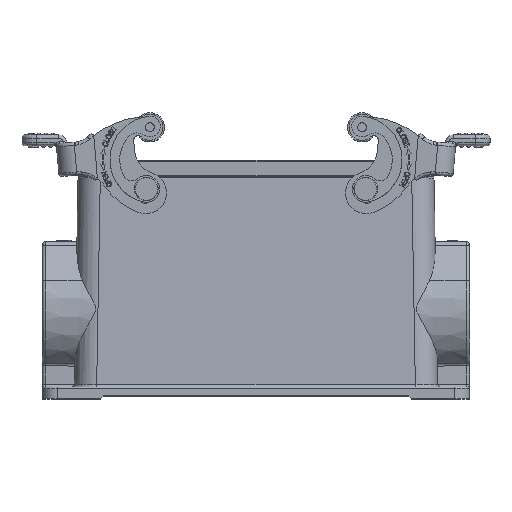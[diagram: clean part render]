
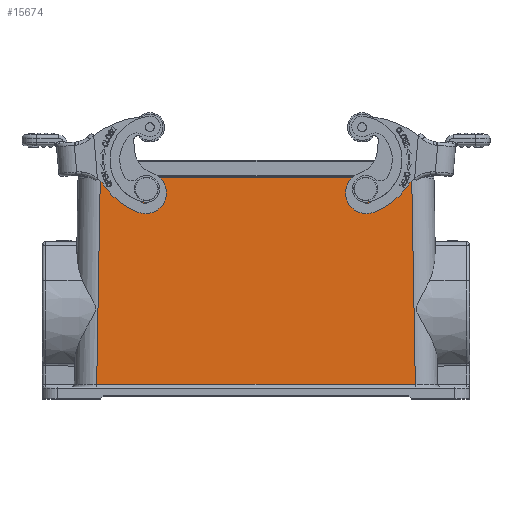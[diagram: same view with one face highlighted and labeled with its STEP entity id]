
A CAD part, top view. The second image highlights one B-rep face of the part: STEP entity #15674.
In plain terms, the highlighted planar face has unit normal (0, 0.018, 1).
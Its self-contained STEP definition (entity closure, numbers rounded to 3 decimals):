
#9218=FACE_BOUND('',#18837,.T.);
#9219=FACE_BOUND('',#18838,.T.);
#9220=FACE_BOUND('',#18839,.T.);
#10461=PLANE('',#37653);
#11995=LINE('',#55799,#13922);
#12050=LINE('',#56395,#13977);
#12271=LINE('',#59328,#14198);
#12272=LINE('',#59330,#14199);
#13922=VECTOR('',#42916,1.);
#13977=VECTOR('',#43275,1.);
#14198=VECTOR('',#44248,1.);
#14199=VECTOR('',#44251,1.);
#15674=ADVANCED_FACE('',(#9218,#9219,#9220),#10461,.T.);
#18837=EDGE_LOOP('',(#27288,#27289,#27290,#27291));
#18838=EDGE_LOOP('',(#27292,#27293,#27294,#27295));
#18839=EDGE_LOOP('',(#27296,#27297,#27298,#27299));
#19816=B_SPLINE_CURVE_WITH_KNOTS('',3,(#55282,#55283,#55284,#55285),
 .UNSPECIFIED.,.F.,.F.,(4,4),(0.,1.),.UNSPECIFIED.);
#19817=B_SPLINE_CURVE_WITH_KNOTS('',3,(#55287,#55288,#55289,#55290),
 .UNSPECIFIED.,.F.,.F.,(4,4),(0.,1.),.UNSPECIFIED.);
#19818=B_SPLINE_CURVE_WITH_KNOTS('',3,(#55292,#55293,#55294,#55295,#55296,
#55297),.UNSPECIFIED.,.F.,.F.,(4,2,4),(0.,0.5,1.),.UNSPECIFIED.);
#19819=B_SPLINE_CURVE_WITH_KNOTS('',3,(#55299,#55300,#55301,#55302,#55303,
#55304),.UNSPECIFIED.,.F.,.F.,(4,2,4),(0.,0.5,1.),.UNSPECIFIED.);
#19822=B_SPLINE_CURVE_WITH_KNOTS('',3,(#55674,#55675,#55676,#55677),
 .UNSPECIFIED.,.F.,.F.,(4,4),(0.,1.),.UNSPECIFIED.);
#19823=B_SPLINE_CURVE_WITH_KNOTS('',3,(#55679,#55680,#55681,#55682),
 .UNSPECIFIED.,.F.,.F.,(4,4),(0.,1.),.UNSPECIFIED.);
#19824=B_SPLINE_CURVE_WITH_KNOTS('',3,(#55684,#55685,#55686,#55687,#55688,
#55689),.UNSPECIFIED.,.F.,.F.,(4,2,4),(0.,0.5,1.),.UNSPECIFIED.);
#19825=B_SPLINE_CURVE_WITH_KNOTS('',3,(#55691,#55692,#55693,#55694,#55695,
#55696),.UNSPECIFIED.,.F.,.F.,(4,2,4),(0.,0.5,1.),.UNSPECIFIED.);
#27288=ORIENTED_EDGE('',*,*,#33988,.T.);
#27289=ORIENTED_EDGE('',*,*,#33987,.T.);
#27290=ORIENTED_EDGE('',*,*,#33990,.T.);
#27291=ORIENTED_EDGE('',*,*,#33989,.T.);
#27292=ORIENTED_EDGE('',*,*,#34170,.T.);
#27293=ORIENTED_EDGE('',*,*,#34169,.T.);
#27294=ORIENTED_EDGE('',*,*,#34172,.T.);
#27295=ORIENTED_EDGE('',*,*,#34171,.T.);
#27296=ORIENTED_EDGE('',*,*,#34376,.T.);
#27297=ORIENTED_EDGE('',*,*,#34941,.F.);
#27298=ORIENTED_EDGE('',*,*,#34192,.T.);
#27299=ORIENTED_EDGE('',*,*,#34940,.F.);
#30385=VERTEX_POINT('',#55276);
#30386=VERTEX_POINT('',#55281);
#30387=VERTEX_POINT('',#55286);
#30388=VERTEX_POINT('',#55298);
#30514=VERTEX_POINT('',#55668);
#30515=VERTEX_POINT('',#55673);
#30516=VERTEX_POINT('',#55678);
#30517=VERTEX_POINT('',#55690);
#30530=VERTEX_POINT('',#55774);
#30532=VERTEX_POINT('',#55798);
#30651=VERTEX_POINT('',#56316);
#30663=VERTEX_POINT('',#56383);
#33987=EDGE_CURVE('',#30387,#30386,#19816,.T.);
#33988=EDGE_CURVE('',#30385,#30387,#19817,.T.);
#33989=EDGE_CURVE('',#30388,#30385,#19818,.T.);
#33990=EDGE_CURVE('',#30386,#30388,#19819,.T.);
#34169=EDGE_CURVE('',#30516,#30515,#19822,.T.);
#34170=EDGE_CURVE('',#30514,#30516,#19823,.T.);
#34171=EDGE_CURVE('',#30517,#30514,#19824,.T.);
#34172=EDGE_CURVE('',#30515,#30517,#19825,.T.);
#34192=EDGE_CURVE('',#30530,#30532,#11995,.T.);
#34376=EDGE_CURVE('',#30663,#30651,#12050,.T.);
#34940=EDGE_CURVE('',#30663,#30532,#12271,.T.);
#34941=EDGE_CURVE('',#30530,#30651,#12272,.T.);
#37653=AXIS2_PLACEMENT_3D('',#59331,#44252,#44253);
#42916=DIRECTION('',(1.,0.,0.));
#43275=DIRECTION('',(-1.,0.,0.));
#44248=DIRECTION('',(0.017,-1.,0.017));
#44251=DIRECTION('',(0.017,1.,-0.017));
#44252=DIRECTION('',(0.,0.017,1.));
#44253=DIRECTION('',(0.,-1.,0.017));
#55276=CARTESIAN_POINT('',(107.689,71.002,-6.43));
#55281=CARTESIAN_POINT('',(112.318,70.597,-6.423));
#55282=CARTESIAN_POINT('',(110.199,73.075,-6.466));
#55283=CARTESIAN_POINT('',(111.414,72.97,-6.465));
#55284=CARTESIAN_POINT('',(112.403,71.818,-6.444));
#55285=CARTESIAN_POINT('',(112.318,70.597,-6.423));
#55286=CARTESIAN_POINT('',(110.199,73.075,-6.466));
#55287=CARTESIAN_POINT('',(107.689,71.002,-6.43));
#55288=CARTESIAN_POINT('',(107.817,72.216,-6.451));
#55289=CARTESIAN_POINT('',(108.985,73.179,-6.468));
#55290=CARTESIAN_POINT('',(110.199,73.075,-6.466));
#55292=CARTESIAN_POINT('',(109.794,68.445,-6.386));
#55293=CARTESIAN_POINT('',(109.173,68.5,-6.387));
#55294=CARTESIAN_POINT('',(108.597,68.807,-6.392));
#55295=CARTESIAN_POINT('',(107.813,69.76,-6.409));
#55296=CARTESIAN_POINT('',(107.624,70.382,-6.419));
#55297=CARTESIAN_POINT('',(107.689,71.002,-6.43));
#55298=CARTESIAN_POINT('',(109.794,68.445,-6.386));
#55299=CARTESIAN_POINT('',(112.318,70.597,-6.423));
#55300=CARTESIAN_POINT('',(112.274,69.975,-6.412));
#55301=CARTESIAN_POINT('',(111.979,69.393,-6.402));
#55302=CARTESIAN_POINT('',(111.038,68.59,-6.388));
#55303=CARTESIAN_POINT('',(110.417,68.389,-6.385));
#55304=CARTESIAN_POINT('',(109.794,68.445,-6.386));
#55668=CARTESIAN_POINT('',(33.682,70.597,-6.423));
#55673=CARTESIAN_POINT('',(38.311,71.002,-6.43));
#55674=CARTESIAN_POINT('',(35.801,73.075,-6.466));
#55675=CARTESIAN_POINT('',(37.014,73.179,-6.468));
#55676=CARTESIAN_POINT('',(38.183,72.217,-6.451));
#55677=CARTESIAN_POINT('',(38.311,71.002,-6.43));
#55678=CARTESIAN_POINT('',(35.801,73.075,-6.466));
#55679=CARTESIAN_POINT('',(33.682,70.597,-6.423));
#55680=CARTESIAN_POINT('',(33.597,71.817,-6.444));
#55681=CARTESIAN_POINT('',(34.585,72.97,-6.465));
#55682=CARTESIAN_POINT('',(35.801,73.075,-6.466));
#55684=CARTESIAN_POINT('',(36.206,68.445,-6.386));
#55685=CARTESIAN_POINT('',(35.584,68.389,-6.385));
#55686=CARTESIAN_POINT('',(34.962,68.59,-6.388));
#55687=CARTESIAN_POINT('',(34.021,69.393,-6.402));
#55688=CARTESIAN_POINT('',(33.726,69.974,-6.412));
#55689=CARTESIAN_POINT('',(33.682,70.597,-6.423));
#55690=CARTESIAN_POINT('',(36.206,68.445,-6.386));
#55691=CARTESIAN_POINT('',(38.311,71.002,-6.43));
#55692=CARTESIAN_POINT('',(38.376,70.383,-6.419));
#55693=CARTESIAN_POINT('',(38.187,69.76,-6.409));
#55694=CARTESIAN_POINT('',(37.403,68.806,-6.392));
#55695=CARTESIAN_POINT('',(36.828,68.5,-6.387));
#55696=CARTESIAN_POINT('',(36.206,68.445,-6.386));
#55774=CARTESIAN_POINT('',(19.277,4.983,-5.278));
#55798=CARTESIAN_POINT('',(126.723,4.983,-5.278));
#55799=CARTESIAN_POINT('',(19.277,4.983,-5.278));
#56316=CARTESIAN_POINT('',(20.49,74.509,-6.491));
#56383=CARTESIAN_POINT('',(125.51,74.509,-6.491));
#56395=CARTESIAN_POINT('',(125.51,74.509,-6.491));
#59328=CARTESIAN_POINT('',(125.51,74.509,-6.491));
#59330=CARTESIAN_POINT('',(19.277,4.983,-5.278));
#59331=CARTESIAN_POINT('',(73.,39.746,-5.885));
